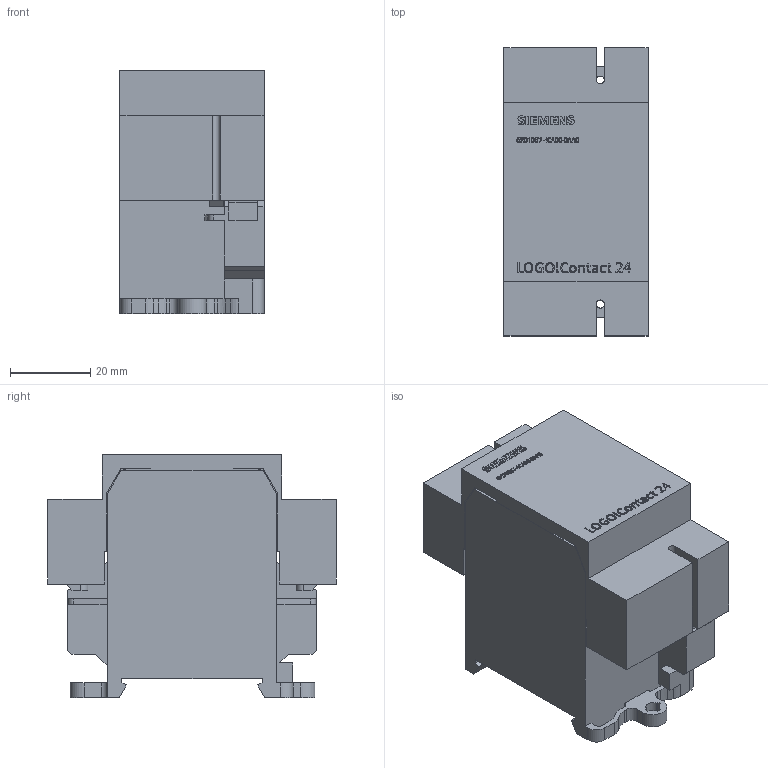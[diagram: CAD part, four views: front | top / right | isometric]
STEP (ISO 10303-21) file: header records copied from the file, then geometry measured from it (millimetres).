
FILE_DESCRIPTION(/* description */ (''),/* implementation_level */ '2;1');
FILE_NAME(/* name */ '6ED1057-4CA00-0AA0_3d.stp',/* time_stamp */ '2020-07-20T09:18:43+02:00',/* author */ (''),/* organization */ (''),/* preprocessor_version */ 'ST-DEVELOPER v16.7',/* originating_system */ 'SIEMENS PLM Software NX 12.0',/* authorisation */ '');
FILE_SCHEMA (('AUTOMOTIVE_DESIGN { 1 0 10303 214 3 1 1 1 }'));
Length unit declared in the file: millimetre
Products named in the file (4): A5E50288665A-001-Cover; A5E50294858A-001-Labeling; A5E50288402A-001-Box; A5E50294849A-001-CAx_6ED10574CA000AA0
Assembly tree (3 placements, depth 2):
  A5E50294849A-001-CAx_6ED10574CA000AA0
    A5E50288402A-001-Box
    A5E50294858A-001-Labeling
    A5E50288665A-001-Cover
Bounding box: 36 x 72 x 60.77 mm (x, y, z)
Volume: 84498.8 mm3; surface area: 32028.3 mm2
Topology: 35 solids, 35 shells, 968 faces, 2588 edges, 1717 vertices
Faces by surface type: plane 741, extrusion 177, cylinder 50
Full cylindrical faces by diameter (mm): 2 x2, 5.25 x2, 5.255 x2, 5.258 x3, 5.261 x3
Entity records: 42020 total; most frequent: CARTESIAN_POINT 13667, ORIENTED_EDGE 5130, DIRECTION 3873, EDGE_CURVE 2565, VECTOR 1869, VERTEX_POINT 1706, LINE 1692, EDGE_LOOP 1059
